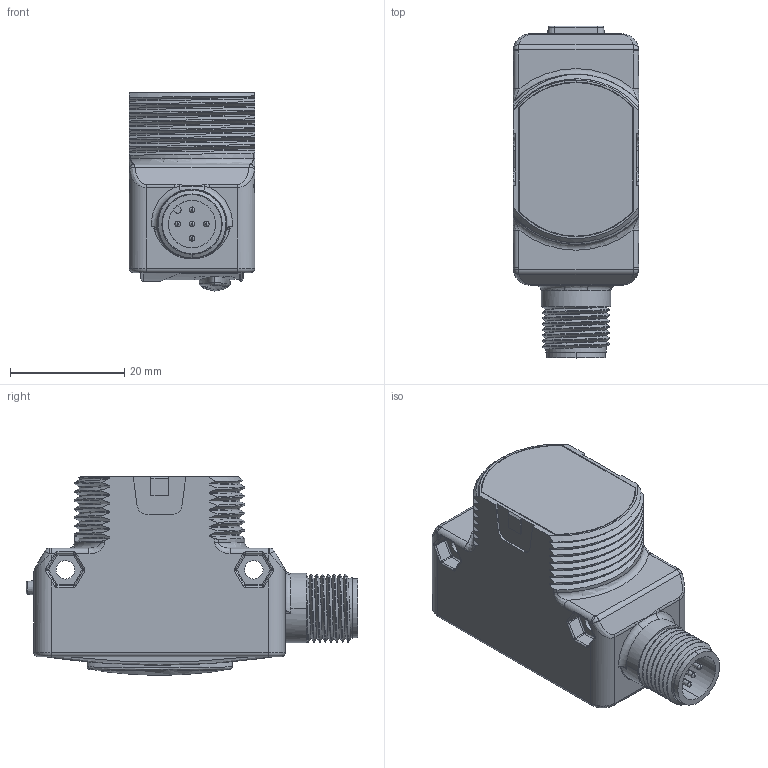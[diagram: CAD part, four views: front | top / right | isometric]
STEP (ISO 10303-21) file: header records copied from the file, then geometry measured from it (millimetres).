
FILE_DESCRIPTION((''),'2;1');
FILE_NAME('140592_SW','2008-06-02T',('banengservice'),('BANNER ENGINEERING'),'PRO/ENGINEER BY PARAMETRIC TECHNOLOGY CORPORATION, 2006170','PRO/ENGINEER BY PARAMETRIC TECHNOLOGY CORPORATION, 2006170','');
FILE_SCHEMA(('CONFIG_CONTROL_DESIGN'));
Products named in the file (1): 140592_SW
Bounding box: 22 x 58.13 x 34.75 mm (x, y, z)
Volume: 11967.7 mm3; surface area: 15667.8 mm2
Topology: 2 solids, 2 shells, 1076 faces, 2721 edges, 1679 vertices
Faces by surface type: cylinder 391, plane 347, bspline 174, torus 86, cone 43, sphere 33, extrusion 2
Entity records: 46519 total; most frequent: CARTESIAN_POINT 21941, ORIENTED_EDGE 5438, DIRECTION 4717, EDGE_CURVE 2719, AXIS2_PLACEMENT_3D 1744, VERTEX_POINT 1679, VECTOR 1229, LINE 1227
